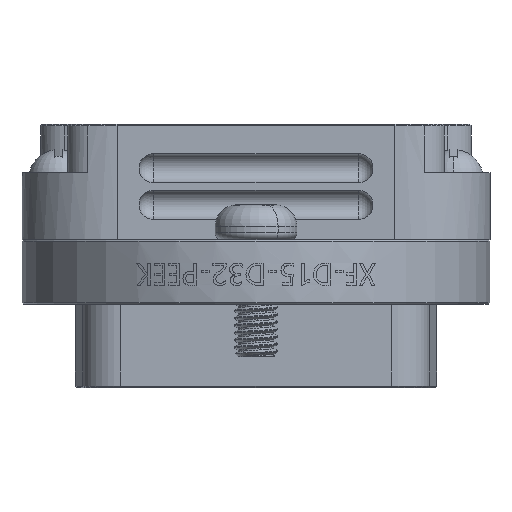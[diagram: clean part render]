
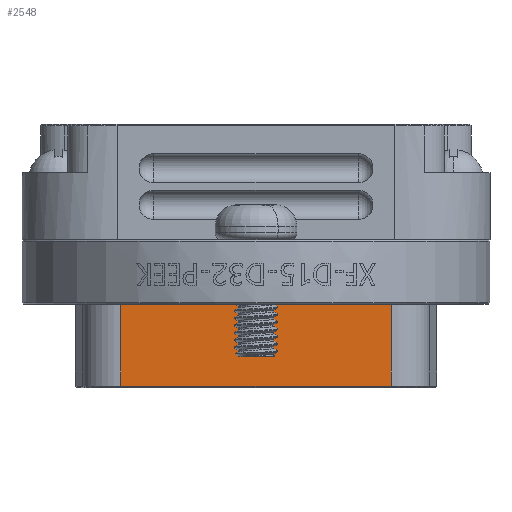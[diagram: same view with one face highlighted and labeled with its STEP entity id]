
A CAD part, front view. The second image highlights one B-rep face of the part: STEP entity #2548.
In plain terms, the highlighted planar face has unit normal (0, -1, 0).
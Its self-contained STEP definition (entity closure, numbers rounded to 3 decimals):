
#1569 = VERTEX_POINT ( 'NONE', #31033 ) ;
#1637 = LINE ( 'NONE', #2012, #3953 ) ;
#2012 = CARTESIAN_POINT ( 'NONE',  ( -9.252, -3.975, -10. ) ) ;
#2124 = EDGE_LOOP ( 'NONE', ( #32691, #10753, #29774, #8495 ) ) ;
#2548 = ADVANCED_FACE ( 'NONE', ( #34592 ), #9153, .F. ) ;
#3953 = VECTOR ( 'NONE', #13314, 1000. ) ;
#4372 = CARTESIAN_POINT ( 'NONE',  ( -9.252, -3.975, -4.4 ) ) ;
#5214 = CARTESIAN_POINT ( 'NONE',  ( 9.252, -3.975, -4.4 ) ) ;
#6380 = VECTOR ( 'NONE', #7805, 1000. ) ;
#7805 = DIRECTION ( 'NONE',  ( 0., 0., 1. ) ) ;
#7862 = DIRECTION ( 'NONE',  ( 0., 1., 0. ) ) ;
#7929 = EDGE_CURVE ( 'NONE', #30091, #1569, #1637, .T. ) ;
#8218 = AXIS2_PLACEMENT_3D ( 'NONE', #18990, #7862, #30302 ) ;
#8288 = VECTOR ( 'NONE', #13641, 1000. ) ;
#8495 = ORIENTED_EDGE ( 'NONE', *, *, #23807, .T. ) ;
#9153 = PLANE ( 'NONE',  #8218 ) ;
#10753 = ORIENTED_EDGE ( 'NONE', *, *, #7929, .T. ) ;
#12701 = VERTEX_POINT ( 'NONE', #31646 ) ;
#12894 = VECTOR ( 'NONE', #33994, 1000. ) ;
#13176 = LINE ( 'NONE', #36015, #6380 ) ;
#13314 = DIRECTION ( 'NONE',  ( 1., 0., 0. ) ) ;
#13641 = DIRECTION ( 'NONE',  ( -1., 0., 0. ) ) ;
#18596 = VERTEX_POINT ( 'NONE', #5214 ) ;
#18990 = CARTESIAN_POINT ( 'NONE',  ( -9.252, -3.975, -10.1 ) ) ;
#23193 = CARTESIAN_POINT ( 'NONE',  ( 9.252, -3.975, -10.1 ) ) ;
#23807 = EDGE_CURVE ( 'NONE', #18596, #12701, #29790, .T. ) ;
#29774 = ORIENTED_EDGE ( 'NONE', *, *, #35181, .T. ) ;
#29790 = LINE ( 'NONE', #4372, #8288 ) ;
#30091 = VERTEX_POINT ( 'NONE', #31217 ) ;
#30302 = DIRECTION ( 'NONE',  ( -1., 0., 0. ) ) ;
#31018 = LINE ( 'NONE', #23193, #12894 ) ;
#31033 = CARTESIAN_POINT ( 'NONE',  ( 9.252, -3.975, -10. ) ) ;
#31217 = CARTESIAN_POINT ( 'NONE',  ( -9.252, -3.975, -10. ) ) ;
#31646 = CARTESIAN_POINT ( 'NONE',  ( -9.252, -3.975, -4.4 ) ) ;
#32691 = ORIENTED_EDGE ( 'NONE', *, *, #35508, .F. ) ;
#33994 = DIRECTION ( 'NONE',  ( 0., 0., 1. ) ) ;
#34592 = FACE_OUTER_BOUND ( 'NONE', #2124, .T. ) ;
#35181 = EDGE_CURVE ( 'NONE', #1569, #18596, #31018, .T. ) ;
#35508 = EDGE_CURVE ( 'NONE', #30091, #12701, #13176, .T. ) ;
#36015 = CARTESIAN_POINT ( 'NONE',  ( -9.252, -3.975, -10.1 ) ) ;
